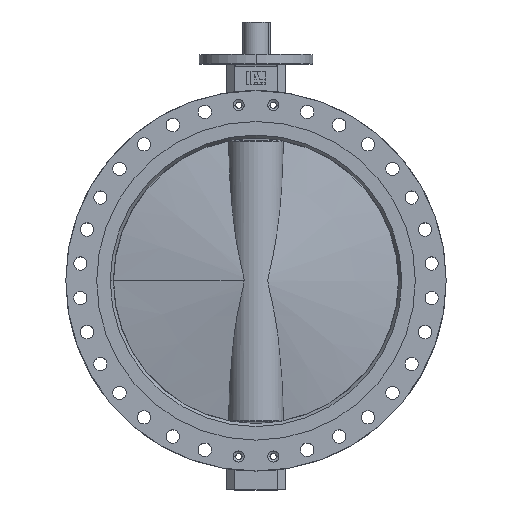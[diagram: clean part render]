
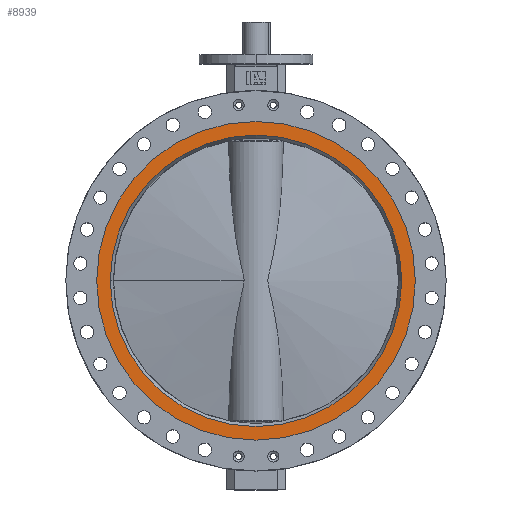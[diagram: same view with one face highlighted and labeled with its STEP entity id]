
A CAD part, top view. The second image highlights one B-rep face of the part: STEP entity #8939.
In plain terms, the highlighted planar face has unit normal (0, 0, 1).
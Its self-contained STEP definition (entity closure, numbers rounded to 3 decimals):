
#186 = VERTEX_POINT ( 'NONE', #5883 ) ;
#191 = VERTEX_POINT ( 'NONE', #5888 ) ;
#198 = VERTEX_POINT ( 'NONE', #5895 ) ;
#202 = VERTEX_POINT ( 'NONE', #5899 ) ;
#1223 = CARTESIAN_POINT ( 'NONE',  ( 0., 0., 101.5 ) ) ;
#1224 = DIRECTION ( 'NONE',  ( 0., 0., -1. ) ) ;
#1225 = DIRECTION ( 'NONE',  ( 1., 0., 0. ) ) ;
#1232 = CARTESIAN_POINT ( 'NONE',  ( 0., 0., 101.5 ) ) ;
#1233 = DIRECTION ( 'NONE',  ( 0., 0., 1. ) ) ;
#1234 = DIRECTION ( 'NONE',  ( 1., 0., 0. ) ) ;
#1239 = CARTESIAN_POINT ( 'NONE',  ( 0., 0., 101.5 ) ) ;
#1240 = DIRECTION ( 'NONE',  ( 0., 0., -1. ) ) ;
#1241 = DIRECTION ( 'NONE',  ( 1., 0., 0. ) ) ;
#1242 = CARTESIAN_POINT ( 'NONE',  ( 0., 0., 101.5 ) ) ;
#1243 = DIRECTION ( 'NONE',  ( 0., 0., 1. ) ) ;
#1244 = DIRECTION ( 'NONE',  ( 1., 0., 0. ) ) ;
#2456 = DIRECTION ( 'NONE',  ( 0., 0., 1. ) ) ;
#2457 = CARTESIAN_POINT ( 'NONE',  ( 0., 0., 101.5 ) ) ;
#2458 = PLANE ( 'NONE',  #9087 ) ;
#2460 = DIRECTION ( 'NONE',  ( 1., 0., 0. ) ) ;
#2645 = EDGE_CURVE ( 'NONE', #186, #198, #6781, .T. ) ;
#2649 = EDGE_CURVE ( 'NONE', #191, #202, #6787, .T. ) ;
#2653 = EDGE_CURVE ( 'NONE', #198, #186, #6794, .T. ) ;
#2654 = EDGE_CURVE ( 'NONE', #202, #191, #6799, .T. ) ;
#4345 = AXIS2_PLACEMENT_3D ( 'NONE', #1223, #1224, #1225 ) ;
#4346 = AXIS2_PLACEMENT_3D ( 'NONE', #1232, #1233, #1234 ) ;
#4348 = AXIS2_PLACEMENT_3D ( 'NONE', #1239, #1240, #1241 ) ;
#4349 = AXIS2_PLACEMENT_3D ( 'NONE', #1242, #1243, #1244 ) ;
#5114 = FACE_BOUND ( 'NONE', #6640, .T. ) ;
#5122 = FACE_OUTER_BOUND ( 'NONE', #6637, .T. ) ;
#5883 = CARTESIAN_POINT ( 'NONE',  ( 448.16, 0., 101.5 ) ) ;
#5888 = CARTESIAN_POINT ( 'NONE',  ( 490., 0., 101.5 ) ) ;
#5895 = CARTESIAN_POINT ( 'NONE',  ( -448.16, 0., 101.5 ) ) ;
#5899 = CARTESIAN_POINT ( 'NONE',  ( -490., 0., 101.5 ) ) ;
#6600 = ORIENTED_EDGE ( 'NONE', *, *, #2645, .T. ) ;
#6601 = ORIENTED_EDGE ( 'NONE', *, *, #2653, .T. ) ;
#6602 = ORIENTED_EDGE ( 'NONE', *, *, #2654, .T. ) ;
#6603 = ORIENTED_EDGE ( 'NONE', *, *, #2649, .T. ) ;
#6637 = EDGE_LOOP ( 'NONE', ( #6602, #6603 ) ) ;
#6640 = EDGE_LOOP ( 'NONE', ( #6600, #6601 ) ) ;
#6781 = CIRCLE ( 'NONE', #4345, 448.16 ) ;
#6787 = CIRCLE ( 'NONE', #4346, 490. ) ;
#6794 = CIRCLE ( 'NONE', #4348, 448.16 ) ;
#6799 = CIRCLE ( 'NONE', #4349, 490. ) ;
#8939 = ADVANCED_FACE ( 'NONE', ( #5114, #5122 ), #2458, .T. ) ;
#9087 = AXIS2_PLACEMENT_3D ( 'NONE', #2457, #2456, #2460 ) ;
